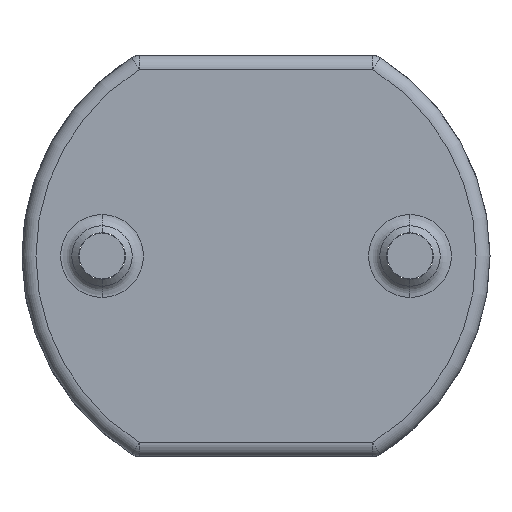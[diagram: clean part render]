
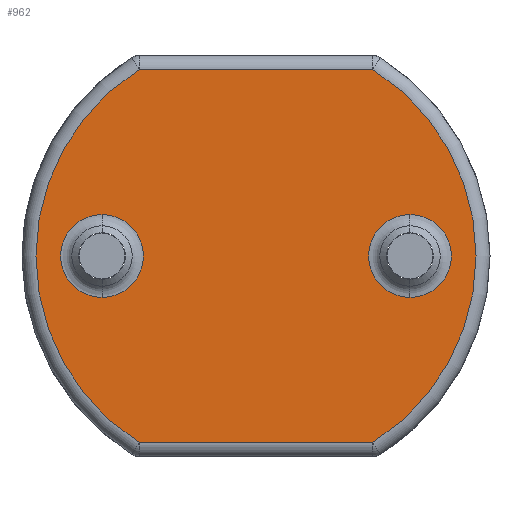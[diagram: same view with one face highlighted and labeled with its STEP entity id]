
A CAD part, front view. The second image highlights one B-rep face of the part: STEP entity #962.
In plain terms, the highlighted planar face has unit normal (0, -1, 0).
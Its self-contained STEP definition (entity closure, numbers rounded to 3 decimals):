
#3 = CIRCLE ( 'NONE', #1447, 0.445 ) ;
#119 = CARTESIAN_POINT ( 'NONE',  ( 1.254, -0.935, -2.005 ) ) ;
#172 = EDGE_LOOP ( 'NONE', ( #1517, #2001 ) ) ;
#228 = DIRECTION ( 'NONE',  ( 0., 0., -1. ) ) ;
#235 = AXIS2_PLACEMENT_3D ( 'NONE', #3057, #624, #894 ) ;
#265 = AXIS2_PLACEMENT_3D ( 'NONE', #2863, #1872, #2590 ) ;
#513 = CARTESIAN_POINT ( 'NONE',  ( -1.254, -0.935, -2.005 ) ) ;
#520 = PLANE ( 'NONE',  #2780 ) ;
#553 = EDGE_CURVE ( 'NONE', #2546, #1865, #3058, .T. ) ;
#571 = VERTEX_POINT ( 'NONE', #2615 ) ;
#579 = DIRECTION ( 'NONE',  ( 0., 1., 0. ) ) ;
#624 = DIRECTION ( 'NONE',  ( 0., -1., 0. ) ) ;
#690 = CARTESIAN_POINT ( 'NONE',  ( 1.254, -0.935, 2.005 ) ) ;
#708 = CARTESIAN_POINT ( 'NONE',  ( 0., -0.935, 0. ) ) ;
#720 = CARTESIAN_POINT ( 'NONE',  ( -2.515, -0.935, -2.155 ) ) ;
#741 = CARTESIAN_POINT ( 'NONE',  ( -1.655, -0.935, 0. ) ) ;
#757 = DIRECTION ( 'NONE',  ( 0., 1., 0. ) ) ;
#795 = CIRCLE ( 'NONE', #265, 0.445 ) ;
#809 = CIRCLE ( 'NONE', #235, 2.365 ) ;
#814 = CARTESIAN_POINT ( 'NONE',  ( -1.655, -0.935, 0.445 ) ) ;
#815 = CARTESIAN_POINT ( 'NONE',  ( -1.655, -0.935, 0. ) ) ;
#832 = ORIENTED_EDGE ( 'NONE', *, *, #553, .T. ) ;
#861 = CARTESIAN_POINT ( 'NONE',  ( -2.515, -0.935, -2.005 ) ) ;
#894 = DIRECTION ( 'NONE',  ( 0., 0., -1. ) ) ;
#909 = VERTEX_POINT ( 'NONE', #1223 ) ;
#927 = ORIENTED_EDGE ( 'NONE', *, *, #2551, .T. ) ;
#962 = ADVANCED_FACE ( 'NONE', ( #2464, #981, #969 ), #520, .T. ) ;
#969 = FACE_BOUND ( 'NONE', #172, .T. ) ;
#981 = FACE_BOUND ( 'NONE', #2529, .T. ) ;
#1010 = CARTESIAN_POINT ( 'NONE',  ( -1.254, -0.935, 2.005 ) ) ;
#1033 = EDGE_CURVE ( 'NONE', #2014, #571, #3, .T. ) ;
#1096 = LINE ( 'NONE', #861, #2190 ) ;
#1152 = AXIS2_PLACEMENT_3D ( 'NONE', #1802, #579, #1555 ) ;
#1173 = CARTESIAN_POINT ( 'NONE',  ( 1.655, -0.935, -0.445 ) ) ;
#1223 = CARTESIAN_POINT ( 'NONE',  ( 1.655, -0.935, 0.445 ) ) ;
#1276 = DIRECTION ( 'NONE',  ( 0., 0., -1. ) ) ;
#1367 = CIRCLE ( 'NONE', #1152, 0.445 ) ;
#1421 = AXIS2_PLACEMENT_3D ( 'NONE', #741, #757, #2425 ) ;
#1432 = DIRECTION ( 'NONE',  ( 0., 0., -1. ) ) ;
#1447 = AXIS2_PLACEMENT_3D ( 'NONE', #815, #2778, #1276 ) ;
#1493 = DIRECTION ( 'NONE',  ( 0., -1., 0. ) ) ;
#1517 = ORIENTED_EDGE ( 'NONE', *, *, #2701, .T. ) ;
#1524 = EDGE_CURVE ( 'NONE', #2963, #909, #1367, .T. ) ;
#1555 = DIRECTION ( 'NONE',  ( 0., 0., -1. ) ) ;
#1658 = VECTOR ( 'NONE', #2435, 1000. ) ;
#1690 = AXIS2_PLACEMENT_3D ( 'NONE', #708, #2682, #1432 ) ;
#1802 = CARTESIAN_POINT ( 'NONE',  ( 1.655, -0.935, 0. ) ) ;
#1832 = DIRECTION ( 'NONE',  ( 1., 0., 0. ) ) ;
#1865 = VERTEX_POINT ( 'NONE', #690 ) ;
#1872 = DIRECTION ( 'NONE',  ( 0., 1., 0. ) ) ;
#1957 = VERTEX_POINT ( 'NONE', #1010 ) ;
#2001 = ORIENTED_EDGE ( 'NONE', *, *, #1033, .T. ) ;
#2014 = VERTEX_POINT ( 'NONE', #814 ) ;
#2049 = ORIENTED_EDGE ( 'NONE', *, *, #2222, .T. ) ;
#2179 = CARTESIAN_POINT ( 'NONE',  ( -1.297, -0.935, 2.005 ) ) ;
#2190 = VECTOR ( 'NONE', #1832, 1000. ) ;
#2222 = EDGE_CURVE ( 'NONE', #909, #2963, #795, .T. ) ;
#2326 = EDGE_LOOP ( 'NONE', ( #2829, #832, #2818, #927 ) ) ;
#2399 = VERTEX_POINT ( 'NONE', #513 ) ;
#2425 = DIRECTION ( 'NONE',  ( 0., 0., -1. ) ) ;
#2435 = DIRECTION ( 'NONE',  ( -1., 0., 0. ) ) ;
#2464 = FACE_OUTER_BOUND ( 'NONE', #2326, .T. ) ;
#2529 = EDGE_LOOP ( 'NONE', ( #3037, #2049 ) ) ;
#2546 = VERTEX_POINT ( 'NONE', #119 ) ;
#2551 = EDGE_CURVE ( 'NONE', #1957, #2399, #809, .T. ) ;
#2590 = DIRECTION ( 'NONE',  ( 0., 0., -1. ) ) ;
#2597 = EDGE_CURVE ( 'NONE', #2399, #2546, #1096, .T. ) ;
#2615 = CARTESIAN_POINT ( 'NONE',  ( -1.655, -0.935, -0.445 ) ) ;
#2663 = LINE ( 'NONE', #2179, #1658 ) ;
#2682 = DIRECTION ( 'NONE',  ( 0., -1., 0. ) ) ;
#2701 = EDGE_CURVE ( 'NONE', #571, #2014, #2796, .T. ) ;
#2778 = DIRECTION ( 'NONE',  ( 0., 1., 0. ) ) ;
#2780 = AXIS2_PLACEMENT_3D ( 'NONE', #720, #1493, #228 ) ;
#2796 = CIRCLE ( 'NONE', #1421, 0.445 ) ;
#2818 = ORIENTED_EDGE ( 'NONE', *, *, #3125, .T. ) ;
#2829 = ORIENTED_EDGE ( 'NONE', *, *, #2597, .T. ) ;
#2863 = CARTESIAN_POINT ( 'NONE',  ( 1.655, -0.935, 0. ) ) ;
#2963 = VERTEX_POINT ( 'NONE', #1173 ) ;
#3037 = ORIENTED_EDGE ( 'NONE', *, *, #1524, .T. ) ;
#3057 = CARTESIAN_POINT ( 'NONE',  ( 0., -0.935, 0. ) ) ;
#3058 = CIRCLE ( 'NONE', #1690, 2.365 ) ;
#3125 = EDGE_CURVE ( 'NONE', #1865, #1957, #2663, .T. ) ;
